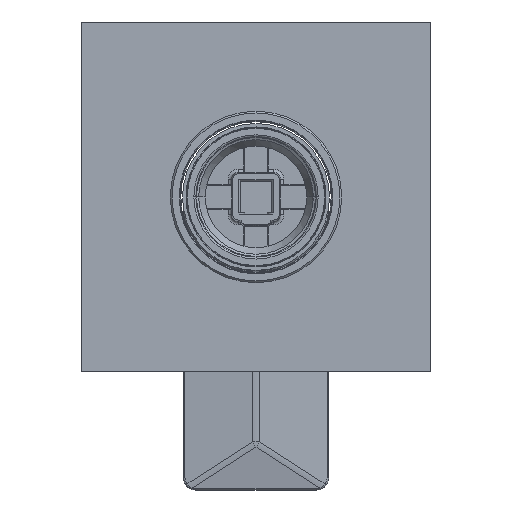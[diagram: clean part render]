
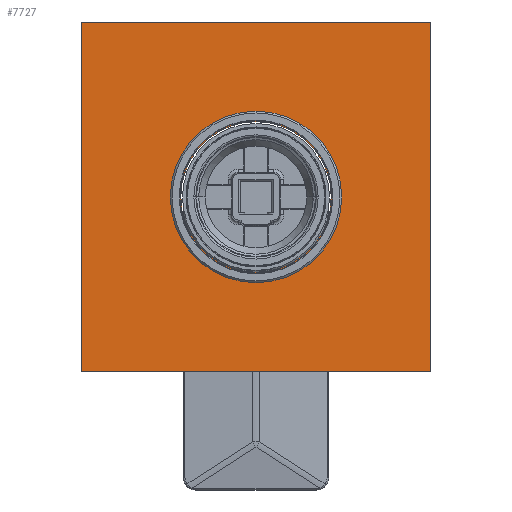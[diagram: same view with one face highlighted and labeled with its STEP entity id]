
A CAD part, front view. The second image highlights one B-rep face of the part: STEP entity #7727.
In plain terms, the highlighted face is planar.
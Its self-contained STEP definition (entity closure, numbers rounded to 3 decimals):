
#7606=CARTESIAN_POINT('',(0.,0.,0.));
#7607=DIRECTION('',(0.,0.,-1.));
#7608=DIRECTION('',(1.,0.,0.));
#7609=AXIS2_PLACEMENT_3D('',#7606,#7607,#7608);
#7611=CARTESIAN_POINT('',(0.,0.,0.));
#7612=DIRECTION('',(0.,0.,-1.));
#7613=DIRECTION('',(-1.,0.,0.));
#7614=AXIS2_PLACEMENT_3D('',#7611,#7612,#7613);
#7616=DIRECTION('',(0.,-1.,0.));
#7617=VECTOR('',#7616,100.);
#7618=CARTESIAN_POINT('',(-50.,50.,0.));
#7619=LINE('',#7618,#7617);
#7620=DIRECTION('',(1.,0.,0.));
#7621=VECTOR('',#7620,100.);
#7622=CARTESIAN_POINT('',(-50.,-50.,0.));
#7623=LINE('',#7622,#7621);
#7624=DIRECTION('',(0.,1.,0.));
#7625=VECTOR('',#7624,100.);
#7626=CARTESIAN_POINT('',(50.,-50.,0.));
#7627=LINE('',#7626,#7625);
#7628=DIRECTION('',(-1.,0.,0.));
#7629=VECTOR('',#7628,100.);
#7630=CARTESIAN_POINT('',(50.,50.,0.));
#7631=LINE('',#7630,#7629);
#7682=CARTESIAN_POINT('',(21.5,0.,0.));
#7683=CARTESIAN_POINT('',(-21.5,0.,0.));
#7684=VERTEX_POINT('',#7682);
#7685=VERTEX_POINT('',#7683);
#7686=CARTESIAN_POINT('',(-50.,50.,0.));
#7687=CARTESIAN_POINT('',(-50.,-50.,0.));
#7688=VERTEX_POINT('',#7686);
#7689=VERTEX_POINT('',#7687);
#7690=CARTESIAN_POINT('',(50.,-50.,0.));
#7691=VERTEX_POINT('',#7690);
#7692=CARTESIAN_POINT('',(50.,50.,0.));
#7693=VERTEX_POINT('',#7692);
#7706=CARTESIAN_POINT('',(0.,0.,0.));
#7707=DIRECTION('',(0.,0.,1.));
#7708=DIRECTION('',(1.,0.,0.));
#7709=AXIS2_PLACEMENT_3D('',#7706,#7707,#7708);
#7710=PLANE('',#7709);
#7712=ORIENTED_EDGE('',*,*,#7711,.T.);
#7714=ORIENTED_EDGE('',*,*,#7713,.T.);
#7716=ORIENTED_EDGE('',*,*,#7715,.T.);
#7718=ORIENTED_EDGE('',*,*,#7717,.T.);
#7719=EDGE_LOOP('',(#7712,#7714,#7716,#7718));
#7720=FACE_OUTER_BOUND('',#7719,.F.);
#7722=ORIENTED_EDGE('',*,*,#7721,.T.);
#7724=ORIENTED_EDGE('',*,*,#7723,.T.);
#7725=EDGE_LOOP('',(#7722,#7724));
#7726=FACE_BOUND('',#7725,.F.);
#7727=ADVANCED_FACE('',(#7720,#7726),#7710,.F.);
#7610=CIRCLE('',#7609,21.5);
#7615=CIRCLE('',#7614,21.5);
#7711=EDGE_CURVE('',#7688,#7689,#7619,.T.);
#7713=EDGE_CURVE('',#7689,#7691,#7623,.T.);
#7715=EDGE_CURVE('',#7691,#7693,#7627,.T.);
#7717=EDGE_CURVE('',#7693,#7688,#7631,.T.);
#7721=EDGE_CURVE('',#7684,#7685,#7610,.T.);
#7723=EDGE_CURVE('',#7685,#7684,#7615,.T.);
